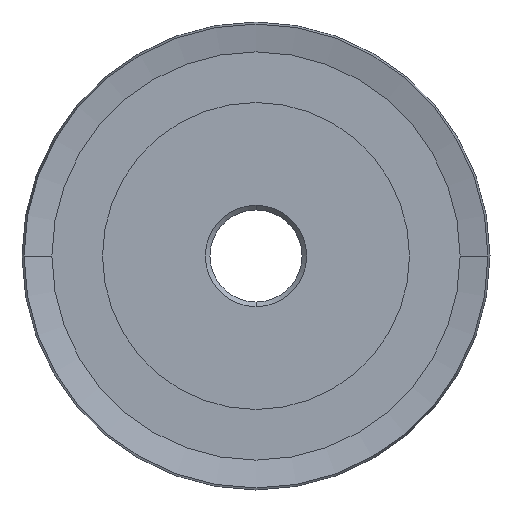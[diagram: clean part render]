
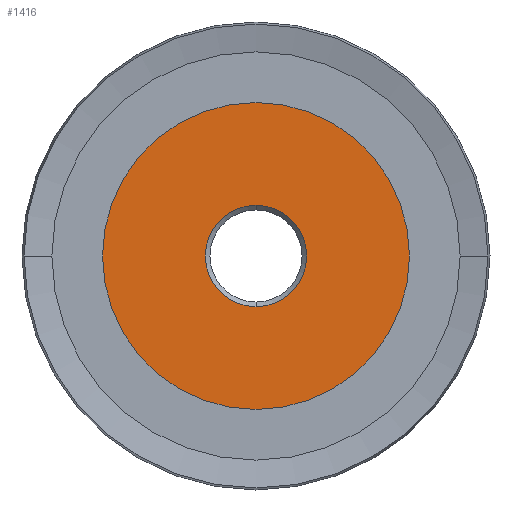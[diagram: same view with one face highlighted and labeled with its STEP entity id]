
A CAD part, left-side view. The second image highlights one B-rep face of the part: STEP entity #1416.
In plain terms, the highlighted planar face has unit normal (-1, 0, 0).
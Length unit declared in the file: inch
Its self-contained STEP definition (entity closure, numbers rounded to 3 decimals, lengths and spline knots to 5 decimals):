
#80 = ORIENTED_EDGE ( 'NONE', *, *, #1386, .T. ) ;
#355 = CIRCLE ( 'NONE', #3836, 0.20626 ) ;
#359 = CARTESIAN_POINT ( 'NONE',  ( -0.54, 0., 0.20626 ) ) ;
#699 = CARTESIAN_POINT ( 'NONE',  ( -0.54, 0., 0. ) ) ;
#700 = DIRECTION ( 'NONE',  ( 0., 0., 1. ) ) ;
#731 = EDGE_CURVE ( 'NONE', #1481, #1708, #1498, .T. ) ;
#775 = CARTESIAN_POINT ( 'NONE',  ( -0.54, 0., 0. ) ) ;
#857 = CARTESIAN_POINT ( 'NONE',  ( -0.54, 0., 0.625 ) ) ;
#923 = AXIS2_PLACEMENT_3D ( 'NONE', #1022, #4021, #700 ) ;
#937 = DIRECTION ( 'NONE',  ( 1., 0., 0. ) ) ;
#1022 = CARTESIAN_POINT ( 'NONE',  ( -0.54, 0., 0. ) ) ;
#1245 = ORIENTED_EDGE ( 'NONE', *, *, #731, .T. ) ;
#1319 = AXIS2_PLACEMENT_3D ( 'NONE', #775, #937, #3766 ) ;
#1386 = EDGE_CURVE ( 'NONE', #3476, #1489, #4077, .T. ) ;
#1388 = DIRECTION ( 'NONE',  ( -1., 0., 0. ) ) ;
#1400 = AXIS2_PLACEMENT_3D ( 'NONE', #3549, #1388, #1466 ) ;
#1416 = ADVANCED_FACE ( 'NONE', ( #4717, #1437 ), #4573, .T. ) ;
#1437 = FACE_OUTER_BOUND ( 'NONE', #4269, .T. ) ;
#1466 = DIRECTION ( 'NONE',  ( 0., 0., 1. ) ) ;
#1481 = VERTEX_POINT ( 'NONE', #857 ) ;
#1489 = VERTEX_POINT ( 'NONE', #359 ) ;
#1498 = CIRCLE ( 'NONE', #2970, 0.625 ) ;
#1613 = DIRECTION ( 'NONE',  ( 0., 0., 1. ) ) ;
#1708 = VERTEX_POINT ( 'NONE', #3213 ) ;
#2027 = CIRCLE ( 'NONE', #1400, 0.625 ) ;
#2573 = EDGE_LOOP ( 'NONE', ( #4222, #80 ) ) ;
#2682 = CARTESIAN_POINT ( 'NONE',  ( -0.54, 0., 0. ) ) ;
#2762 = EDGE_CURVE ( 'NONE', #1708, #1481, #2027, .T. ) ;
#2970 = AXIS2_PLACEMENT_3D ( 'NONE', #699, #3521, #1613 ) ;
#3171 = DIRECTION ( 'NONE',  ( 0., 0., 1. ) ) ;
#3213 = CARTESIAN_POINT ( 'NONE',  ( -0.54, 0., -0.625 ) ) ;
#3328 = CARTESIAN_POINT ( 'NONE',  ( -0.54, 0., -0.20626 ) ) ;
#3476 = VERTEX_POINT ( 'NONE', #3328 ) ;
#3521 = DIRECTION ( 'NONE',  ( -1., 0., 0. ) ) ;
#3549 = CARTESIAN_POINT ( 'NONE',  ( -0.54, 0., 0. ) ) ;
#3766 = DIRECTION ( 'NONE',  ( 0., 0., 1. ) ) ;
#3836 = AXIS2_PLACEMENT_3D ( 'NONE', #2682, #4695, #3171 ) ;
#4021 = DIRECTION ( 'NONE',  ( -1., 0., 0. ) ) ;
#4077 = CIRCLE ( 'NONE', #1319, 0.20626 ) ;
#4222 = ORIENTED_EDGE ( 'NONE', *, *, #4727, .T. ) ;
#4269 = EDGE_LOOP ( 'NONE', ( #4298, #1245 ) ) ;
#4298 = ORIENTED_EDGE ( 'NONE', *, *, #2762, .T. ) ;
#4573 = PLANE ( 'NONE',  #923 ) ;
#4695 = DIRECTION ( 'NONE',  ( 1., 0., 0. ) ) ;
#4717 = FACE_BOUND ( 'NONE', #2573, .T. ) ;
#4727 = EDGE_CURVE ( 'NONE', #1489, #3476, #355, .T. ) ;
